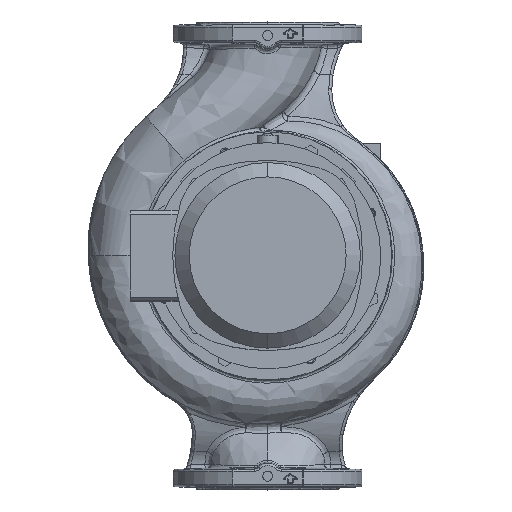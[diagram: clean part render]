
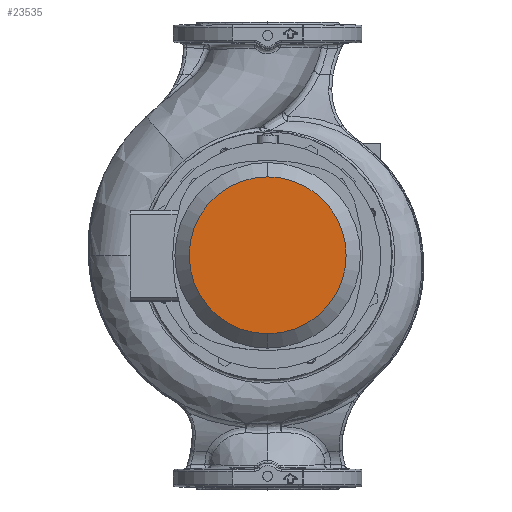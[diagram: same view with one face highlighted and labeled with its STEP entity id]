
A CAD part, top view. The second image highlights one B-rep face of the part: STEP entity #23535.
In plain terms, the highlighted planar face has unit normal (0, 0, 1).
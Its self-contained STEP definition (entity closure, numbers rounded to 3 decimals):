
#2022 = AXIS2_PLACEMENT_3D ( 'NONE', #8928, #8941, #8943 ) ;
#2584 = AXIS2_PLACEMENT_3D ( 'NONE', #12887, #12891, #12895 ) ;
#2586 = CIRCLE ( 'NONE', #2584, 104. ) ;
#5154 = AXIS2_PLACEMENT_3D ( 'NONE', #16743, #16745, #16747 ) ;
#5159 = CIRCLE ( 'NONE', #5154, 104. ) ;
#8424 = EDGE_LOOP ( 'NONE', ( #31392, #31393 ) ) ;
#8928 = CARTESIAN_POINT ( 'NONE',  ( -104., 0., 479.5 ) ) ;
#8933 = FACE_OUTER_BOUND ( 'NONE', #8424, .T. ) ;
#8935 = PLANE ( 'NONE',  #2022 ) ;
#8941 = DIRECTION ( 'NONE',  ( 0., 0., -1. ) ) ;
#8943 = DIRECTION ( 'NONE',  ( 0., -1., 0. ) ) ;
#12887 = CARTESIAN_POINT ( 'NONE',  ( 0., 0., 479.5 ) ) ;
#12891 = DIRECTION ( 'NONE',  ( 0., 0., 1. ) ) ;
#12895 = DIRECTION ( 'NONE',  ( 0., 1., 0. ) ) ;
#16743 = CARTESIAN_POINT ( 'NONE',  ( 0., 0., 479.5 ) ) ;
#16745 = DIRECTION ( 'NONE',  ( 0., 0., 1. ) ) ;
#16747 = DIRECTION ( 'NONE',  ( 0., 1., 0. ) ) ;
#19311 = EDGE_CURVE ( 'NONE', #35504, #35514, #2586, .T. ) ;
#23535 = ADVANCED_FACE ( 'NONE', ( #8933 ), #8935, .F. ) ;
#31392 = ORIENTED_EDGE ( 'NONE', *, *, #19311, .T. ) ;
#31393 = ORIENTED_EDGE ( 'NONE', *, *, #54536, .T. ) ;
#35504 = VERTEX_POINT ( 'NONE', #45746 ) ;
#35514 = VERTEX_POINT ( 'NONE', #45745 ) ;
#45745 = CARTESIAN_POINT ( 'NONE',  ( 0., 104., 479.5 ) ) ;
#45746 = CARTESIAN_POINT ( 'NONE',  ( 0., -104., 479.5 ) ) ;
#54536 = EDGE_CURVE ( 'NONE', #35514, #35504, #5159, .T. ) ;
